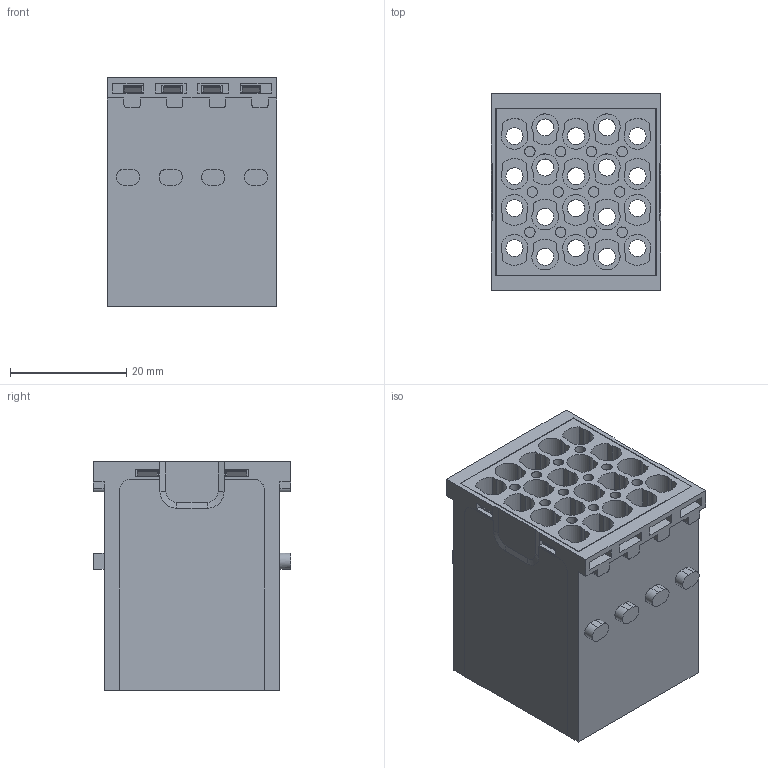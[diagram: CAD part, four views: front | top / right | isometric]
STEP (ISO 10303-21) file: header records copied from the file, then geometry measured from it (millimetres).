
FILE_DESCRIPTION(('CATIA V5 STEP Exchange','CAx-IF Rec.Pracs.--- Model Styling and Organization---1.4--- 2014-01-23'),'2;1');
FILE_NAME ('13199582_4', '2019-04-15T09:14:17+00:00', ('none'), ('Weidmueller'), 'CATIA Version 5-6 Release 2016 SP3 HF44', 'CATIA V5 STEP AP214', 'none');
FILE_SCHEMA(('AUTOMOTIVE_DESIGN { 1 0 10303 214 1 1 1 1 }'));
Length unit declared in the file: millimetre
Products named in the file (1): 1428910000
Bounding box: 29.2 x 34 x 39.4 mm (x, y, z)
Volume: 10744.7 mm3; surface area: 22651.2 mm2
Topology: 2 solids, 2 shells, 772 faces, 2064 edges, 1376 vertices
Faces by surface type: plane 464, cylinder 304, cone 4
Entity records: 28219 total; most frequent: CARTESIAN_POINT 9392, ORIENTED_EDGE 4128, DIRECTION 3240, EDGE_CURVE 2064, VECTOR 1448, LINE 1448, VERTEX_POINT 1376, AXIS2_PLACEMENT_3D 1021
